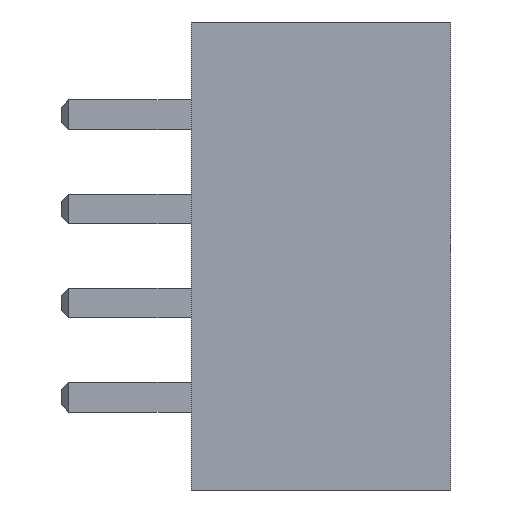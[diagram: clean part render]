
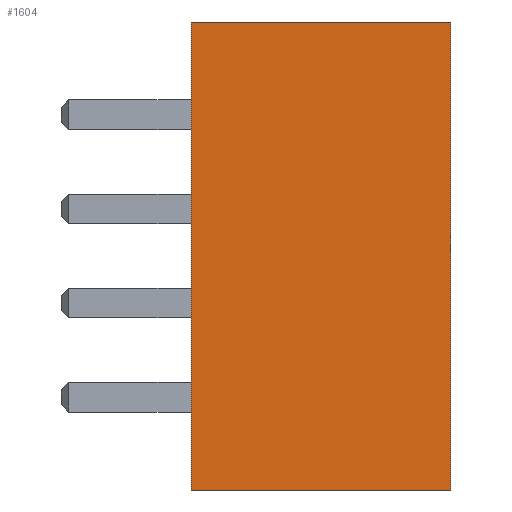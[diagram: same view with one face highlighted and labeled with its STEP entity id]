
A CAD part, left-side view. The second image highlights one B-rep face of the part: STEP entity #1604.
In plain terms, the highlighted planar face has unit normal (-1, 0, 0).
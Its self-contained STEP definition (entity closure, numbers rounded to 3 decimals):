
#25=DIRECTION('',(0.,0.,-1.));
#26=VECTOR('',#25,12.62);
#27=CARTESIAN_POINT('',(-3.5,0.,6.31));
#28=LINE('',#27,#26);
#221=DIRECTION('',(0.,0.,-1.));
#222=VECTOR('',#221,12.62);
#223=CARTESIAN_POINT('',(-3.5,-7.,6.31));
#224=LINE('',#223,#222);
#273=DIRECTION('',(0.,-1.,0.));
#274=VECTOR('',#273,7.);
#275=CARTESIAN_POINT('',(-3.5,0.,-6.31));
#276=LINE('',#275,#274);
#281=DIRECTION('',(0.,-1.,0.));
#282=VECTOR('',#281,7.);
#283=CARTESIAN_POINT('',(-3.5,0.,6.31));
#284=LINE('',#283,#282);
#925=CARTESIAN_POINT('',(-3.5,0.,6.31));
#926=VERTEX_POINT('',#925);
#927=CARTESIAN_POINT('',(-3.5,0.,-6.31));
#928=VERTEX_POINT('',#927);
#929=CARTESIAN_POINT('',(-3.5,-7.,6.31));
#930=CARTESIAN_POINT('',(-3.5,-7.,-6.31));
#931=VERTEX_POINT('',#929);
#932=VERTEX_POINT('',#930);
#1592=CARTESIAN_POINT('',(-3.5,0.,6.31));
#1593=DIRECTION('',(-1.,0.,0.));
#1594=DIRECTION('',(0.,0.,-1.));
#1595=AXIS2_PLACEMENT_3D('',#1592,#1593,#1594);
#1596=PLANE('',#1595);
#1597=ORIENTED_EDGE('',*,*,#1210,.F.);
#1599=ORIENTED_EDGE('',*,*,#1598,.T.);
#1600=ORIENTED_EDGE('',*,*,#1495,.T.);
#1601=ORIENTED_EDGE('',*,*,#1577,.F.);
#1602=EDGE_LOOP('',(#1597,#1599,#1600,#1601));
#1603=FACE_OUTER_BOUND('',#1602,.F.);
#1210=EDGE_CURVE('',#926,#928,#28,.T.);
#1495=EDGE_CURVE('',#931,#932,#224,.T.);
#1577=EDGE_CURVE('',#928,#932,#276,.T.);
#1598=EDGE_CURVE('',#926,#931,#284,.T.);
#1604=ADVANCED_FACE('',(#1603),#1596,.T.);
